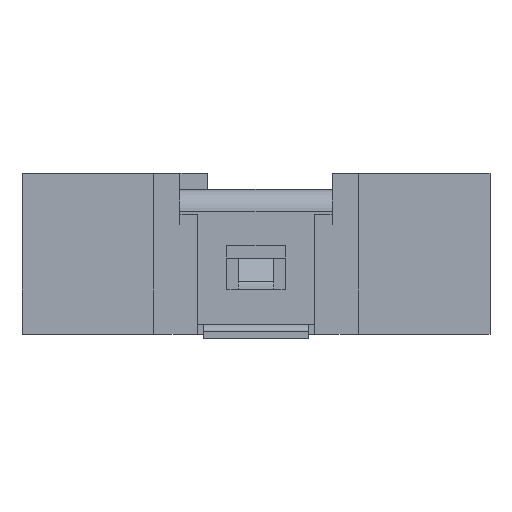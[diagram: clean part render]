
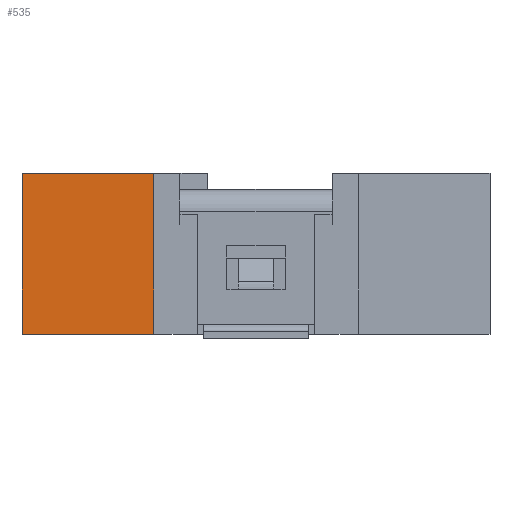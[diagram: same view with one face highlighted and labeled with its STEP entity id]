
A CAD part, left-side view. The second image highlights one B-rep face of the part: STEP entity #535.
In plain terms, the highlighted planar face has unit normal (-1, 0, 0).
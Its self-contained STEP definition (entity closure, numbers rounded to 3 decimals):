
#535 = ADVANCED_FACE( '', ( #1247 ), #1248, .F. );
#1247 = FACE_OUTER_BOUND( '', #2167, .T. );
#1248 = PLANE( '', #2168 );
#2167 = EDGE_LOOP( '', ( #3723, #3724, #3725, #3726 ) );
#2168 = AXIS2_PLACEMENT_3D( '', #3727, #3728, #3729 );
#3723 = ORIENTED_EDGE( '', *, *, #6002, .T. );
#3724 = ORIENTED_EDGE( '', *, *, #6003, .F. );
#3725 = ORIENTED_EDGE( '', *, *, #6004, .F. );
#3726 = ORIENTED_EDGE( '', *, *, #6005, .T. );
#3727 = CARTESIAN_POINT( '', ( -11., 8., 5.5 ) );
#3728 = DIRECTION( '', ( 1., 0., 0. ) );
#3729 = DIRECTION( '', ( 0., 1., 0. ) );
#6002 = EDGE_CURVE( '', #7438, #7439, #7440, .T. );
#6003 = EDGE_CURVE( '', #7441, #7439, #7442, .T. );
#6004 = EDGE_CURVE( '', #7443, #7441, #7444, .T. );
#6005 = EDGE_CURVE( '', #7443, #7438, #7445, .T. );
#7438 = VERTEX_POINT( '', #9386 );
#7439 = VERTEX_POINT( '', #9387 );
#7440 = LINE( '', #9388, #9389 );
#7441 = VERTEX_POINT( '', #9390 );
#7442 = LINE( '', #9391, #9392 );
#7443 = VERTEX_POINT( '', #9393 );
#7444 = LINE( '', #9394, #9395 );
#7445 = LINE( '', #9396, #9397 );
#9386 = CARTESIAN_POINT( '', ( -11., 8., 0. ) );
#9387 = CARTESIAN_POINT( '', ( -11., 3.5, 0. ) );
#9388 = CARTESIAN_POINT( '', ( -11., 8., 0. ) );
#9389 = VECTOR( '', #10912, 1000. );
#9390 = CARTESIAN_POINT( '', ( -11., 3.5, 5.5 ) );
#9391 = CARTESIAN_POINT( '', ( -11., 3.5, 5.5 ) );
#9392 = VECTOR( '', #10913, 1000. );
#9393 = CARTESIAN_POINT( '', ( -11., 8., 5.5 ) );
#9394 = CARTESIAN_POINT( '', ( -11., 8., 5.5 ) );
#9395 = VECTOR( '', #10914, 1000. );
#9396 = CARTESIAN_POINT( '', ( -11., 8., 5.5 ) );
#9397 = VECTOR( '', #10915, 1000. );
#10912 = DIRECTION( '', ( 0., -1., 0. ) );
#10913 = DIRECTION( '', ( 0., 0., -1. ) );
#10914 = DIRECTION( '', ( 0., -1., 0. ) );
#10915 = DIRECTION( '', ( 0., 0., -1. ) );
